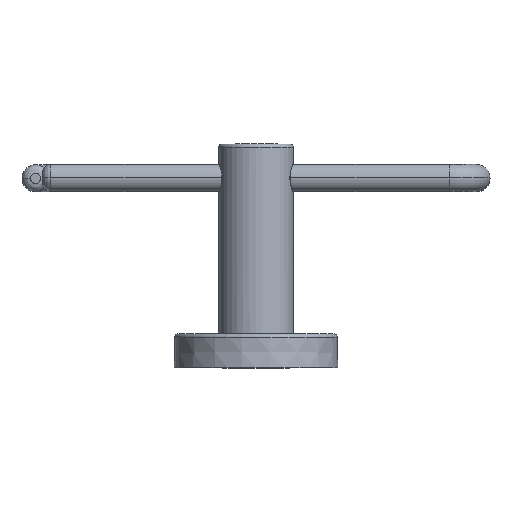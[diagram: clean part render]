
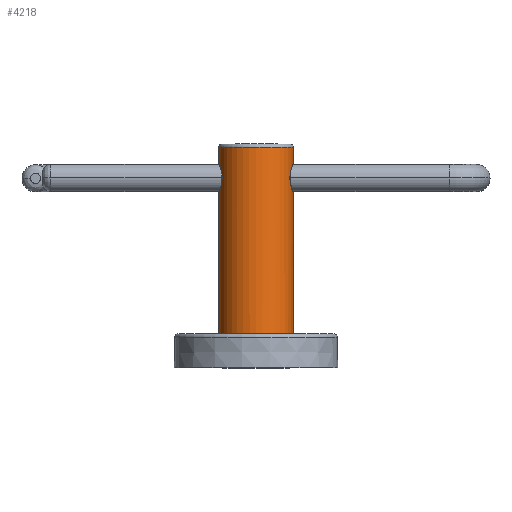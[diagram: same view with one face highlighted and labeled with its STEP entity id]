
A CAD part, top view. The second image highlights one B-rep face of the part: STEP entity #4218.
In plain terms, the highlighted cylindrical face has radius 11 mm (diameter 22 mm), a partial arc.
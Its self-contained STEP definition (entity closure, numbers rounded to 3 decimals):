
#3470=CARTESIAN_POINT('',(0.,1.,0.));
#3471=DIRECTION('',(0.,1.,0.));
#3472=DIRECTION('',(1.,0.,0.));
#3473=AXIS2_PLACEMENT_3D('',#3470,#3471,#3472);
#3475=CARTESIAN_POINT('',(0.,1.,0.));
#3476=DIRECTION('',(0.,1.,0.));
#3477=DIRECTION('',(1.,0.,-0.013));
#3478=AXIS2_PLACEMENT_3D('',#3475,#3476,#3477);
#3485=CARTESIAN_POINT('',(11.,5.55,0.));
#3486=CARTESIAN_POINT('',(11.,5.55,
-0.286));
#3487=CARTESIAN_POINT('',(10.978,5.602,
-0.858));
#3488=CARTESIAN_POINT('',(10.876,5.844,-1.719));
#3489=CARTESIAN_POINT('',(10.712,6.266,-2.542));
#3490=CARTESIAN_POINT('',(10.523,6.806,-3.23));
#3491=CARTESIAN_POINT('',(10.308,7.541,-3.854));
#3492=CARTESIAN_POINT('',(10.135,8.347,-4.279));
#3493=CARTESIAN_POINT('',(10.025,9.189,-4.528));
#3494=CARTESIAN_POINT('',(9.99,10.063,-4.604));
#3495=CARTESIAN_POINT('',(10.037,10.921,-4.503));
#3496=CARTESIAN_POINT('',(10.145,11.695,-4.257));
#3497=CARTESIAN_POINT('',(10.304,12.438,-3.862));
#3498=CARTESIAN_POINT('',(10.506,13.142,-3.281));
#3499=CARTESIAN_POINT('',(10.697,13.695,-2.603));
#3500=CARTESIAN_POINT('',(10.869,14.14,-1.767));
#3501=CARTESIAN_POINT('',(10.978,14.398,
-0.871));
#3502=CARTESIAN_POINT('',(11.,14.45,
-0.29));
#3503=CARTESIAN_POINT('',(11.,14.45,
0.));
#3505=DIRECTION('',(0.,-1.,0.));
#3506=VECTOR('',#3505,41.55);
#3507=CARTESIAN_POINT('',(-11.,56.,0.));
#3508=LINE('',#3507,#3506);
#3509=CARTESIAN_POINT('',(-11.,14.45,
0.));
#3510=CARTESIAN_POINT('',(-11.,14.45,
-0.287));
#3511=CARTESIAN_POINT('',(-10.978,14.398,
-0.859));
#3512=CARTESIAN_POINT('',(-10.876,14.156,
-1.72));
#3513=CARTESIAN_POINT('',(-10.712,13.734,
-2.542));
#3514=CARTESIAN_POINT('',(-10.523,13.194,
-3.23));
#3515=CARTESIAN_POINT('',(-10.308,12.459,
-3.854));
#3516=CARTESIAN_POINT('',(-10.135,11.652,
-4.28));
#3517=CARTESIAN_POINT('',(-10.025,10.81,
-4.528));
#3518=CARTESIAN_POINT('',(-9.99,9.935,
-4.604));
#3519=CARTESIAN_POINT('',(-10.037,9.076,
-4.502));
#3520=CARTESIAN_POINT('',(-10.145,8.302,
-4.255));
#3521=CARTESIAN_POINT('',(-10.304,7.56,
-3.862));
#3522=CARTESIAN_POINT('',(-10.506,6.857,
-3.28));
#3523=CARTESIAN_POINT('',(-10.697,6.305,
-2.602));
#3524=CARTESIAN_POINT('',(-10.87,5.86,
-1.767));
#3525=CARTESIAN_POINT('',(-10.978,5.602,
-0.871));
#3526=CARTESIAN_POINT('',(-11.,5.55,
-0.29));
#3527=CARTESIAN_POINT('',(-11.,5.55,
0.));
#3529=DIRECTION('',(0.,-1.,0.));
#3530=VECTOR('',#3529,4.55);
#3531=CARTESIAN_POINT('',(-11.,5.55,
0.));
#3532=LINE('',#3531,#3530);
#3569=DIRECTION('',(0.,-1.,0.));
#3570=VECTOR('',#3569,4.55);
#3571=CARTESIAN_POINT('',(11.,5.55,0.));
#3572=LINE('',#3571,#3570);
#3593=DIRECTION('',(0.,-1.,0.));
#3594=VECTOR('',#3593,41.55);
#3595=CARTESIAN_POINT('',(11.,56.,0.));
#3596=LINE('',#3595,#3594);
#3830=CARTESIAN_POINT('',(0.,56.,0.));
#3831=DIRECTION('',(0.,-1.,0.));
#3832=DIRECTION('',(-1.,0.,0.));
#3833=AXIS2_PLACEMENT_3D('',#3830,#3831,#3832);
#4062=CARTESIAN_POINT('',(-11.,1.,0.));
#4063=VERTEX_POINT('',#4062);
#4065=CARTESIAN_POINT('',(11.,1.,0.));
#4067=VERTEX_POINT('',#4065);
#4068=CARTESIAN_POINT('',(10.999,1.,-0.14));
#4069=VERTEX_POINT('',#4068);
#4070=VERTEX_POINT('',#3485);
#4071=VERTEX_POINT('',#3503);
#4072=CARTESIAN_POINT('',(11.,56.,0.));
#4073=VERTEX_POINT('',#4072);
#4074=CARTESIAN_POINT('',(-11.,56.,0.));
#4075=VERTEX_POINT('',#4074);
#4076=CARTESIAN_POINT('',(-11.,14.45,
0.));
#4077=VERTEX_POINT('',#4076);
#4078=VERTEX_POINT('',#3527);
#4195=CARTESIAN_POINT('',(0.,0.,0.));
#4196=DIRECTION('',(0.,1.,0.));
#4197=DIRECTION('',(1.,0.,0.));
#4198=AXIS2_PLACEMENT_3D('',#4195,#4196,#4197);
#4199=CYLINDRICAL_SURFACE('',#4198,11.);
#4201=ORIENTED_EDGE('',*,*,#4200,.T.);
#4203=ORIENTED_EDGE('',*,*,#4202,.F.);
#4205=ORIENTED_EDGE('',*,*,#4204,.F.);
#4207=ORIENTED_EDGE('',*,*,#4206,.T.);
#4209=ORIENTED_EDGE('',*,*,#4208,.T.);
#4211=ORIENTED_EDGE('',*,*,#4210,.T.);
#4212=ORIENTED_EDGE('',*,*,#4189,.F.);
#4213=ORIENTED_EDGE('',*,*,#4187,.F.);
#4215=ORIENTED_EDGE('',*,*,#4214,.F.);
#4216=EDGE_LOOP('',(#4201,#4203,#4205,#4207,#4209,#4211,#4212,#4213,#4215));
#4217=FACE_OUTER_BOUND('',#4216,.F.);
#4218=ADVANCED_FACE('',(#4217),#4199,.T.);
#3474=CIRCLE('',#3473,11.);
#3479=CIRCLE('',#3478,11.);
#3504=B_SPLINE_CURVE_WITH_KNOTS('',3,(#3485,#3486,#3487,#3488,#3489,#3490,#3491,
#3492,#3493,#3494,#3495,#3496,#3497,#3498,#3499,#3500,#3501,#3502,#3503),
.UNSPECIFIED.,.F.,.F.,(4,1,1,1,1,1,1,1,1,1,1,1,1,1,1,1,4),(0.,0.063,0.125,
0.188,0.25,0.313,0.375,0.438,0.5,0.563,0.625,0.688,
0.75,0.813,0.875,0.938,1.),.UNSPECIFIED.);
#3528=B_SPLINE_CURVE_WITH_KNOTS('',3,(#3509,#3510,#3511,#3512,#3513,#3514,#3515,
#3516,#3517,#3518,#3519,#3520,#3521,#3522,#3523,#3524,#3525,#3526,#3527),
.UNSPECIFIED.,.F.,.F.,(4,1,1,1,1,1,1,1,1,1,1,1,1,1,1,1,4),(0.,0.063,0.125,
0.188,0.25,0.313,0.375,0.438,0.5,0.563,0.625,0.688,
0.75,0.813,0.875,0.938,1.),.UNSPECIFIED.);
#3834=CIRCLE('',#3833,11.);
#4187=EDGE_CURVE('',#4067,#4069,#3474,.T.);
#4189=EDGE_CURVE('',#4069,#4063,#3479,.T.);
#4200=EDGE_CURVE('',#4070,#4071,#3504,.T.);
#4202=EDGE_CURVE('',#4073,#4071,#3596,.T.);
#4204=EDGE_CURVE('',#4075,#4073,#3834,.T.);
#4206=EDGE_CURVE('',#4075,#4077,#3508,.T.);
#4208=EDGE_CURVE('',#4077,#4078,#3528,.T.);
#4210=EDGE_CURVE('',#4078,#4063,#3532,.T.);
#4214=EDGE_CURVE('',#4070,#4067,#3572,.T.);
